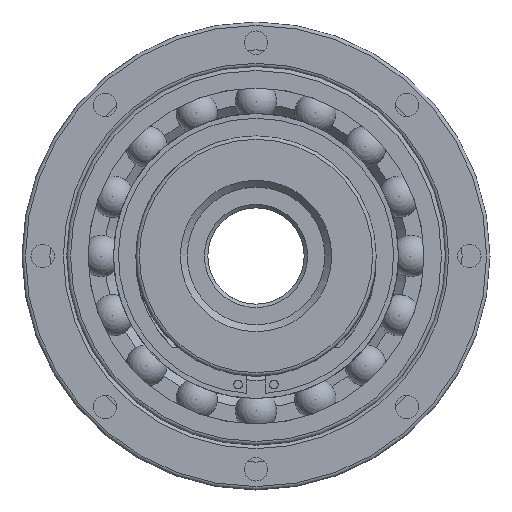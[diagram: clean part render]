
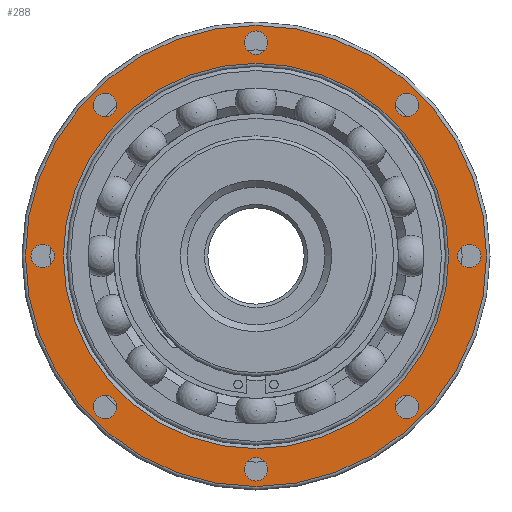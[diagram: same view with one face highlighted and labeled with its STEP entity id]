
A CAD part, left-side view. The second image highlights one B-rep face of the part: STEP entity #288.
In plain terms, the highlighted planar face has unit normal (-1, 0, 0).
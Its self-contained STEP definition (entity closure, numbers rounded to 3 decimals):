
#288 = ADVANCED_FACE( '', ( #787, #788, #789, #790, #791, #792, #793, #794, #795, #796 ), #797, .T. );
#787 = FACE_OUTER_BOUND( '', #1602, .T. );
#788 = FACE_BOUND( '', #1603, .T. );
#789 = FACE_BOUND( '', #1604, .T. );
#790 = FACE_BOUND( '', #1605, .T. );
#791 = FACE_BOUND( '', #1606, .T. );
#792 = FACE_BOUND( '', #1607, .T. );
#793 = FACE_BOUND( '', #1608, .T. );
#794 = FACE_BOUND( '', #1609, .T. );
#795 = FACE_BOUND( '', #1610, .T. );
#796 = FACE_BOUND( '', #1611, .T. );
#797 = PLANE( '', #1612 );
#1602 = EDGE_LOOP( '', ( #2500 ) );
#1603 = EDGE_LOOP( '', ( #2501 ) );
#1604 = EDGE_LOOP( '', ( #2502 ) );
#1605 = EDGE_LOOP( '', ( #2503 ) );
#1606 = EDGE_LOOP( '', ( #2504 ) );
#1607 = EDGE_LOOP( '', ( #2505 ) );
#1608 = EDGE_LOOP( '', ( #2506 ) );
#1609 = EDGE_LOOP( '', ( #2507 ) );
#1610 = EDGE_LOOP( '', ( #2508 ) );
#1611 = EDGE_LOOP( '', ( #2509 ) );
#1612 = AXIS2_PLACEMENT_3D( '', #2510, #2511, #2512 );
#2500 = ORIENTED_EDGE( '', *, *, #4538, .T. );
#2501 = ORIENTED_EDGE( '', *, *, #4539, .T. );
#2502 = ORIENTED_EDGE( '', *, *, #4540, .T. );
#2503 = ORIENTED_EDGE( '', *, *, #4541, .T. );
#2504 = ORIENTED_EDGE( '', *, *, #4542, .T. );
#2505 = ORIENTED_EDGE( '', *, *, #4461, .T. );
#2506 = ORIENTED_EDGE( '', *, *, #4543, .T. );
#2507 = ORIENTED_EDGE( '', *, *, #4544, .T. );
#2508 = ORIENTED_EDGE( '', *, *, #4545, .T. );
#2509 = ORIENTED_EDGE( '', *, *, #4546, .F. );
#2510 = CARTESIAN_POINT( '', ( 3.5, 0., 56. ) );
#2511 = DIRECTION( '', ( -1., 0., 0. ) );
#2512 = DIRECTION( '', ( 0., 0., 1. ) );
#4461 = EDGE_CURVE( '', #5294, #5294, #5295, .T. );
#4538 = EDGE_CURVE( '', #5432, #5432, #5433, .T. );
#4539 = EDGE_CURVE( '', #5434, #5434, #5435, .T. );
#4540 = EDGE_CURVE( '', #5436, #5436, #5437, .T. );
#4541 = EDGE_CURVE( '', #5438, #5438, #5439, .T. );
#4542 = EDGE_CURVE( '', #5440, #5440, #5441, .T. );
#4543 = EDGE_CURVE( '', #5442, #5442, #5443, .T. );
#4544 = EDGE_CURVE( '', #5444, #5444, #5445, .T. );
#4545 = EDGE_CURVE( '', #5446, #5446, #5447, .T. );
#4546 = EDGE_CURVE( '', #5448, #5448, #5449, .T. );
#5294 = VERTEX_POINT( '', #6541 );
#5295 = CIRCLE( '', #6542, 3.4 );
#5432 = VERTEX_POINT( '', #6849 );
#5433 = CIRCLE( '', #6850, 67. );
#5434 = VERTEX_POINT( '', #6851 );
#5435 = CIRCLE( '', #6852, 3.4 );
#5436 = VERTEX_POINT( '', #6853 );
#5437 = CIRCLE( '', #6854, 3.4 );
#5438 = VERTEX_POINT( '', #6855 );
#5439 = CIRCLE( '', #6856, 3.4 );
#5440 = VERTEX_POINT( '', #6857 );
#5441 = CIRCLE( '', #6858, 3.4 );
#5442 = VERTEX_POINT( '', #6859 );
#5443 = CIRCLE( '', #6860, 3.4 );
#5444 = VERTEX_POINT( '', #6861 );
#5445 = CIRCLE( '', #6862, 3.4 );
#5446 = VERTEX_POINT( '', #6863 );
#5447 = CIRCLE( '', #6864, 3.4 );
#5448 = VERTEX_POINT( '', #6865 );
#5449 = CIRCLE( '', #6866, 56. );
#6541 = CARTESIAN_POINT( '', ( 3.5, -46.245, -46.245 ) );
#6542 = AXIS2_PLACEMENT_3D( '', #10137, #10138, #10139 );
#6849 = CARTESIAN_POINT( '', ( 3.5, 0., 67. ) );
#6850 = AXIS2_PLACEMENT_3D( '', #10243, #10244, #10245 );
#6851 = CARTESIAN_POINT( '', ( 3.5, 46.245, 46.245 ) );
#6852 = AXIS2_PLACEMENT_3D( '', #10246, #10247, #10248 );
#6853 = CARTESIAN_POINT( '', ( 3.5, 65.4, 0. ) );
#6854 = AXIS2_PLACEMENT_3D( '', #10249, #10250, #10251 );
#6855 = CARTESIAN_POINT( '', ( 3.5, 46.245, -46.245 ) );
#6856 = AXIS2_PLACEMENT_3D( '', #10252, #10253, #10254 );
#6857 = CARTESIAN_POINT( '', ( 3.5, 0., -65.4 ) );
#6858 = AXIS2_PLACEMENT_3D( '', #10255, #10256, #10257 );
#6859 = CARTESIAN_POINT( '', ( 3.5, -65.4, 0. ) );
#6860 = AXIS2_PLACEMENT_3D( '', #10258, #10259, #10260 );
#6861 = CARTESIAN_POINT( '', ( 3.5, -46.245, 46.245 ) );
#6862 = AXIS2_PLACEMENT_3D( '', #10261, #10262, #10263 );
#6863 = CARTESIAN_POINT( '', ( 3.5, 0., 65.4 ) );
#6864 = AXIS2_PLACEMENT_3D( '', #10264, #10265, #10266 );
#6865 = CARTESIAN_POINT( '', ( 3.5, 0., 56. ) );
#6866 = AXIS2_PLACEMENT_3D( '', #10267, #10268, #10269 );
#10137 = CARTESIAN_POINT( '', ( 3.5, -43.841, -43.841 ) );
#10138 = DIRECTION( '', ( 1., 0., 0. ) );
#10139 = DIRECTION( '', ( 0., -0.707, -0.707 ) );
#10243 = CARTESIAN_POINT( '', ( 3.5, 0., 0. ) );
#10244 = DIRECTION( '', ( -1., 0., 0. ) );
#10245 = DIRECTION( '', ( 0., 0., 1. ) );
#10246 = CARTESIAN_POINT( '', ( 3.5, 43.841, 43.841 ) );
#10247 = DIRECTION( '', ( 1., 0., 0. ) );
#10248 = DIRECTION( '', ( 0., 0.707, 0.707 ) );
#10249 = CARTESIAN_POINT( '', ( 3.5, 62., 0. ) );
#10250 = DIRECTION( '', ( 1., 0., 0. ) );
#10251 = DIRECTION( '', ( 0., 1., 0. ) );
#10252 = CARTESIAN_POINT( '', ( 3.5, 43.841, -43.841 ) );
#10253 = DIRECTION( '', ( 1., 0., 0. ) );
#10254 = DIRECTION( '', ( 0., 0.707, -0.707 ) );
#10255 = CARTESIAN_POINT( '', ( 3.5, 0., -62. ) );
#10256 = DIRECTION( '', ( 1., 0., 0. ) );
#10257 = DIRECTION( '', ( 0., 0., -1. ) );
#10258 = CARTESIAN_POINT( '', ( 3.5, -62., 0. ) );
#10259 = DIRECTION( '', ( 1., 0., 0. ) );
#10260 = DIRECTION( '', ( 0., -1., 0. ) );
#10261 = CARTESIAN_POINT( '', ( 3.5, -43.841, 43.841 ) );
#10262 = DIRECTION( '', ( 1., 0., 0. ) );
#10263 = DIRECTION( '', ( 0., -0.707, 0.707 ) );
#10264 = CARTESIAN_POINT( '', ( 3.5, 0., 62. ) );
#10265 = DIRECTION( '', ( 1., 0., 0. ) );
#10266 = DIRECTION( '', ( 0., 0., 1. ) );
#10267 = CARTESIAN_POINT( '', ( 3.5, 0., 0. ) );
#10268 = DIRECTION( '', ( -1., 0., 0. ) );
#10269 = DIRECTION( '', ( 0., 0., 1. ) );
